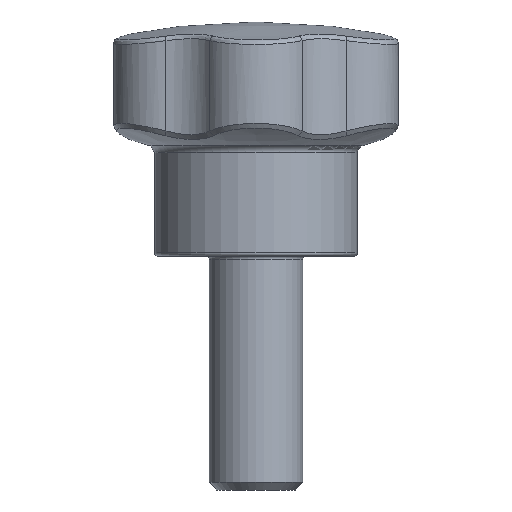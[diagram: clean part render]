
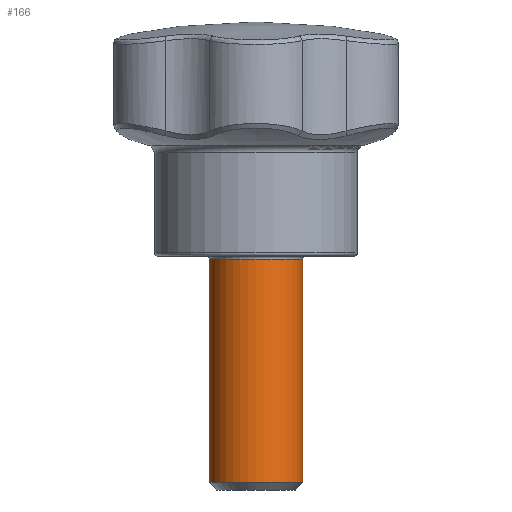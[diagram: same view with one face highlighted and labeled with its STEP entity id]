
A CAD part, front view. The second image highlights one B-rep face of the part: STEP entity #166.
In plain terms, the highlighted cylindrical face has radius 3 mm (diameter 6 mm), a full revolution.
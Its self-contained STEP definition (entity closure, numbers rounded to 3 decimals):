
#166 = ADVANCED_FACE( '', ( #335, #336 ), #337, .T. );
#335 = FACE_OUTER_BOUND( '', #2366, .T. );
#336 = FACE_OUTER_BOUND( '', #2367, .T. );
#337 = CYLINDRICAL_SURFACE( '', #2368, 3. );
#2366 = EDGE_LOOP( '', ( #2670 ) );
#2367 = EDGE_LOOP( '', ( #2671 ) );
#2368 = AXIS2_PLACEMENT_3D( '', #2672, #2673, #2674 );
#2670 = ORIENTED_EDGE( '', *, *, #2768, .T. );
#2671 = ORIENTED_EDGE( '', *, *, #2756, .T. );
#2672 = CARTESIAN_POINT( '', ( 0., 0., 42.16 ) );
#2673 = DIRECTION( '', ( 0., 0., -1. ) );
#2674 = DIRECTION( '', ( 1., 0., 0. ) );
#2756 = EDGE_CURVE( '', #2945, #2945, #2946, .F. );
#2768 = EDGE_CURVE( '', #2961, #2961, #2962, .T. );
#2945 = VERTEX_POINT( '', #4332 );
#2946 = CIRCLE( '', #4333, 3. );
#2961 = VERTEX_POINT( '', #4412 );
#2962 = CIRCLE( '', #4413, 3. );
#4332 = CARTESIAN_POINT( '', ( 3., 0., -0.19 ) );
#4333 = AXIS2_PLACEMENT_3D( '', #4848, #4849, #4850 );
#4412 = CARTESIAN_POINT( '', ( 3., 0., -14.49 ) );
#4413 = AXIS2_PLACEMENT_3D( '', #4859, #4860, #4861 );
#4848 = CARTESIAN_POINT( '', ( 0., 0., -0.19 ) );
#4849 = DIRECTION( '', ( 0., 0., 1. ) );
#4850 = DIRECTION( '', ( 1., 0., 0. ) );
#4859 = CARTESIAN_POINT( '', ( 0., 0., -14.49 ) );
#4860 = DIRECTION( '', ( 0., 0., 1. ) );
#4861 = DIRECTION( '', ( 1., 0., 0. ) );
